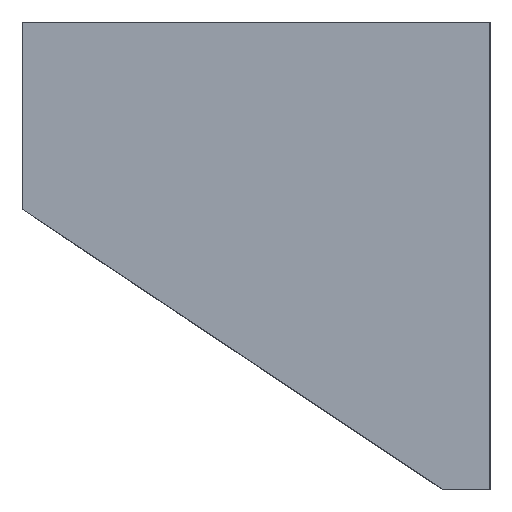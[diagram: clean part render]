
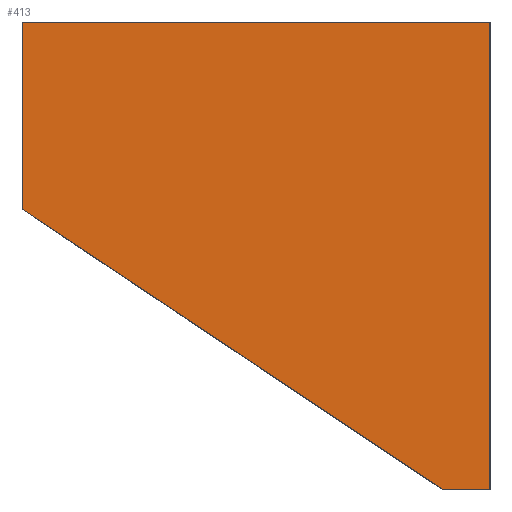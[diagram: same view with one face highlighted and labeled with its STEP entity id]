
A CAD part, left-side view. The second image highlights one B-rep face of the part: STEP entity #413.
In plain terms, the highlighted planar face has unit normal (-1, 0, 0).
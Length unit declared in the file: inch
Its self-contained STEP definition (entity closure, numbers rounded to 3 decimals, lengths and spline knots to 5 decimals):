
#112=DIRECTION('',(0.,0.,-1.));
#113=VECTOR('',#112,2.5);
#114=CARTESIAN_POINT('',(-1.69,0.,0.));
#115=LINE('',#114,#113);
#116=DIRECTION('',(0.,1.,0.));
#117=VECTOR('',#116,0.25);
#118=CARTESIAN_POINT('',(-1.69,0.,-2.5));
#119=LINE('',#118,#117);
#120=DIRECTION('',(0.,0.832,0.555));
#121=VECTOR('',#120,2.70416);
#122=CARTESIAN_POINT('',(-1.69,0.25,-2.5));
#123=LINE('',#122,#121);
#124=DIRECTION('',(0.,0.,1.));
#125=VECTOR('',#124,1.);
#126=CARTESIAN_POINT('',(-1.69,2.5,-1.));
#127=LINE('',#126,#125);
#128=DIRECTION('',(0.,-1.,0.));
#129=VECTOR('',#128,2.5);
#130=CARTESIAN_POINT('',(-1.69,2.5,0.));
#131=LINE('',#130,#129);
#342=CARTESIAN_POINT('',(-1.69,0.,0.));
#343=CARTESIAN_POINT('',(-1.69,0.,-2.5));
#344=VERTEX_POINT('',#342);
#345=VERTEX_POINT('',#343);
#346=CARTESIAN_POINT('',(-1.69,0.25,-2.5));
#347=VERTEX_POINT('',#346);
#348=CARTESIAN_POINT('',(-1.69,2.5,-1.));
#349=VERTEX_POINT('',#348);
#350=CARTESIAN_POINT('',(-1.69,2.5,0.));
#351=VERTEX_POINT('',#350);
#396=CARTESIAN_POINT('',(-1.69,0.,0.));
#397=DIRECTION('',(1.,0.,0.));
#398=DIRECTION('',(0.,0.,-1.));
#399=AXIS2_PLACEMENT_3D('',#396,#397,#398);
#400=PLANE('',#399);
#402=ORIENTED_EDGE('',*,*,#401,.T.);
#404=ORIENTED_EDGE('',*,*,#403,.T.);
#406=ORIENTED_EDGE('',*,*,#405,.T.);
#408=ORIENTED_EDGE('',*,*,#407,.T.);
#410=ORIENTED_EDGE('',*,*,#409,.T.);
#411=EDGE_LOOP('',(#402,#404,#406,#408,#410));
#412=FACE_OUTER_BOUND('',#411,.F.);
#413=ADVANCED_FACE('',(#412),#400,.F.);
#401=EDGE_CURVE('',#344,#345,#115,.T.);
#403=EDGE_CURVE('',#345,#347,#119,.T.);
#405=EDGE_CURVE('',#347,#349,#123,.T.);
#407=EDGE_CURVE('',#349,#351,#127,.T.);
#409=EDGE_CURVE('',#351,#344,#131,.T.);
